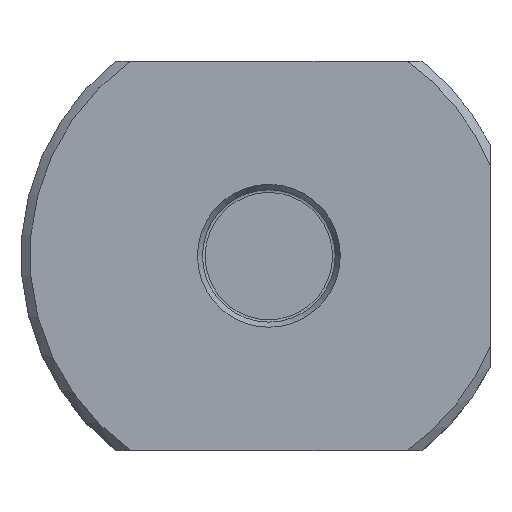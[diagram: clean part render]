
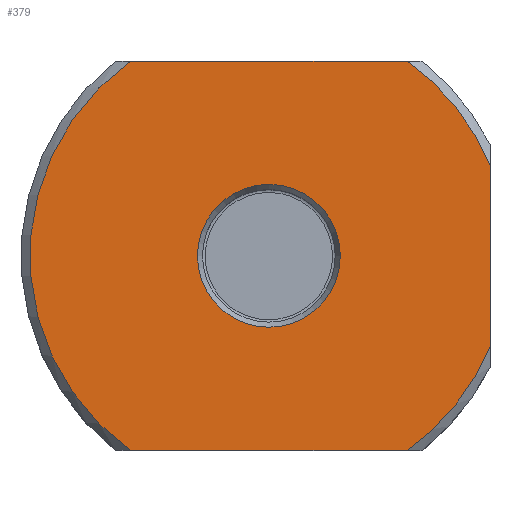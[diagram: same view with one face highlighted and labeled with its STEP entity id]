
A CAD part, top view. The second image highlights one B-rep face of the part: STEP entity #379.
In plain terms, the highlighted planar face has unit normal (0, 0, 1).
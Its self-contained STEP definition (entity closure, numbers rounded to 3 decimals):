
#113=PLANE('',#1327);
#221=LINE('',#1884,#301);
#222=LINE('',#1889,#302);
#223=LINE('',#1893,#303);
#301=VECTOR('',#1497,1.);
#302=VECTOR('',#1500,1.);
#303=VECTOR('',#1503,1.);
#379=ADVANCED_FACE('',(#474,#475),#113,.F.);
#474=FACE_BOUND('',#517,.T.);
#475=FACE_BOUND('',#518,.T.);
#517=EDGE_LOOP('',(#627));
#518=EDGE_LOOP('',(#628,#629,#630,#631,#632,#633));
#627=ORIENTED_EDGE('',*,*,#1104,.T.);
#628=ORIENTED_EDGE('',*,*,#1105,.T.);
#629=ORIENTED_EDGE('',*,*,#1106,.T.);
#630=ORIENTED_EDGE('',*,*,#1107,.T.);
#631=ORIENTED_EDGE('',*,*,#1108,.T.);
#632=ORIENTED_EDGE('',*,*,#1109,.F.);
#633=ORIENTED_EDGE('',*,*,#1110,.T.);
#981=VERTEX_POINT('',#1883);
#982=VERTEX_POINT('',#1885);
#983=VERTEX_POINT('',#1886);
#984=VERTEX_POINT('',#1888);
#985=VERTEX_POINT('',#1890);
#986=VERTEX_POINT('',#1892);
#987=VERTEX_POINT('',#1894);
#1104=EDGE_CURVE('',#981,#981,#1277,.T.);
#1105=EDGE_CURVE('',#982,#983,#221,.T.);
#1106=EDGE_CURVE('',#983,#984,#1278,.T.);
#1107=EDGE_CURVE('',#984,#985,#222,.T.);
#1108=EDGE_CURVE('',#985,#986,#1279,.T.);
#1109=EDGE_CURVE('',#987,#986,#223,.T.);
#1110=EDGE_CURVE('',#987,#982,#1280,.T.);
#1277=CIRCLE('',#1323,8.077);
#1278=CIRCLE('',#1324,27.);
#1279=CIRCLE('',#1325,27.);
#1280=CIRCLE('',#1326,27.);
#1323=AXIS2_PLACEMENT_3D('',#1882,#1495,#1496);
#1324=AXIS2_PLACEMENT_3D('',#1887,#1498,#1499);
#1325=AXIS2_PLACEMENT_3D('',#1891,#1501,#1502);
#1326=AXIS2_PLACEMENT_3D('',#1895,#1504,#1505);
#1327=AXIS2_PLACEMENT_3D('',#1896,#1506,#1507);
#1495=DIRECTION('',(0.,0.,-1.));
#1496=DIRECTION('',(0.,-1.,0.));
#1497=DIRECTION('',(1.,0.,0.));
#1498=DIRECTION('',(0.,0.,1.));
#1499=DIRECTION('',(0.,-1.,0.));
#1500=DIRECTION('',(0.,1.,0.));
#1501=DIRECTION('',(0.,0.,1.));
#1502=DIRECTION('',(0.,-1.,0.));
#1503=DIRECTION('',(1.,0.,0.));
#1504=DIRECTION('',(0.,0.,1.));
#1505=DIRECTION('',(0.,-1.,0.));
#1506=DIRECTION('',(0.,0.,-1.));
#1507=DIRECTION('',(0.,1.,0.));
#1882=CARTESIAN_POINT('',(0.,0.,26.));
#1883=CARTESIAN_POINT('',(0.,-8.077,26.));
#1884=CARTESIAN_POINT('',(0.,-22.,26.));
#1885=CARTESIAN_POINT('',(-15.652,-22.,26.));
#1886=CARTESIAN_POINT('',(15.652,-22.,26.));
#1887=CARTESIAN_POINT('',(0.,0.,26.));
#1888=CARTESIAN_POINT('',(25.,-10.198,26.));
#1889=CARTESIAN_POINT('',(25.,0.,26.));
#1890=CARTESIAN_POINT('',(25.,10.198,26.));
#1891=CARTESIAN_POINT('',(0.,0.,26.));
#1892=CARTESIAN_POINT('',(15.652,22.,26.));
#1893=CARTESIAN_POINT('',(0.,22.,26.));
#1894=CARTESIAN_POINT('',(-15.652,22.,26.));
#1895=CARTESIAN_POINT('',(0.,0.,26.));
#1896=CARTESIAN_POINT('',(0.,0.,26.));
